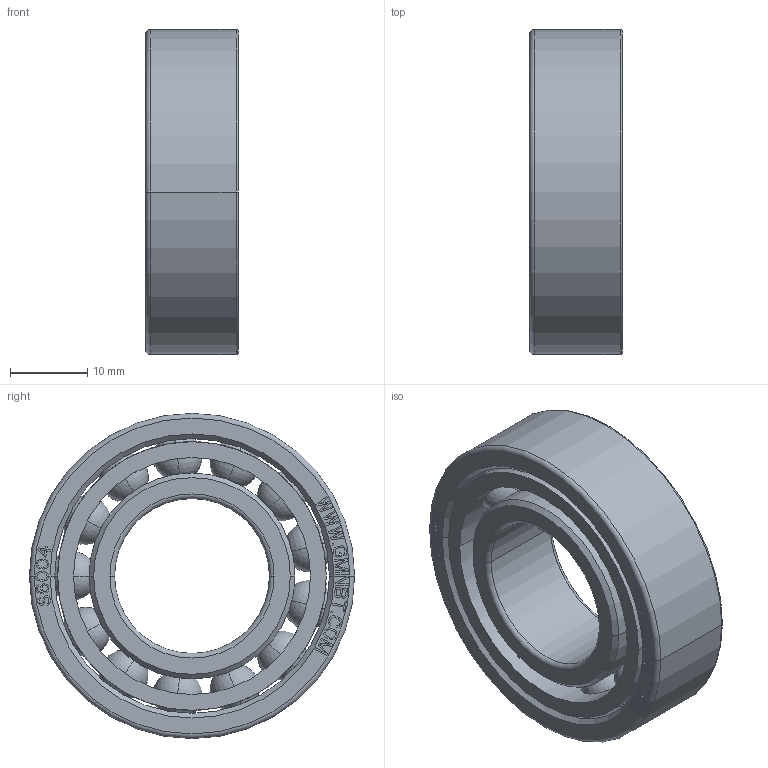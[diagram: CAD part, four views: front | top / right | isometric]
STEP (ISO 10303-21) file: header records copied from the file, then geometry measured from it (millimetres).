
FILE_DESCRIPTION((''),'2;1');
FILE_NAME('S6004_PRT','2014-03-19T',('sales 4'),(''),'PRO/ENGINEER BY PARAMETRIC TECHNOLOGY CORPORATION, 2013150','PRO/ENGINEER BY PARAMETRIC TECHNOLOGY CORPORATION, 2013150','');
FILE_SCHEMA(('AUTOMOTIVE_DESIGN { 1 0 10303 214 1 1 1 1 }'));
Length unit declared in the file: millimetre
Products named in the file (1): S6004_PRT
Bounding box: 12.01 x 42 x 42 mm (x, y, z)
Volume: 9922.1 mm3; surface area: 9698.8 mm2
Topology: 3 solids, 3 shells, 645 faces, 1794 edges, 1152 vertices
Faces by surface type: plane 505, cylinder 66, sphere 52, torus 12, cone 10
Entity records: 31265 total; most frequent: CARTESIAN_POINT 9502, ORIENTED_EDGE 3484, DIRECTION 3092, PRESENTATION_STYLE_ASSIGNMENT 1773, STYLED_ITEM 1745, CURVE_STYLE 1742, EDGE_CURVE 1742, VECTOR 1474
